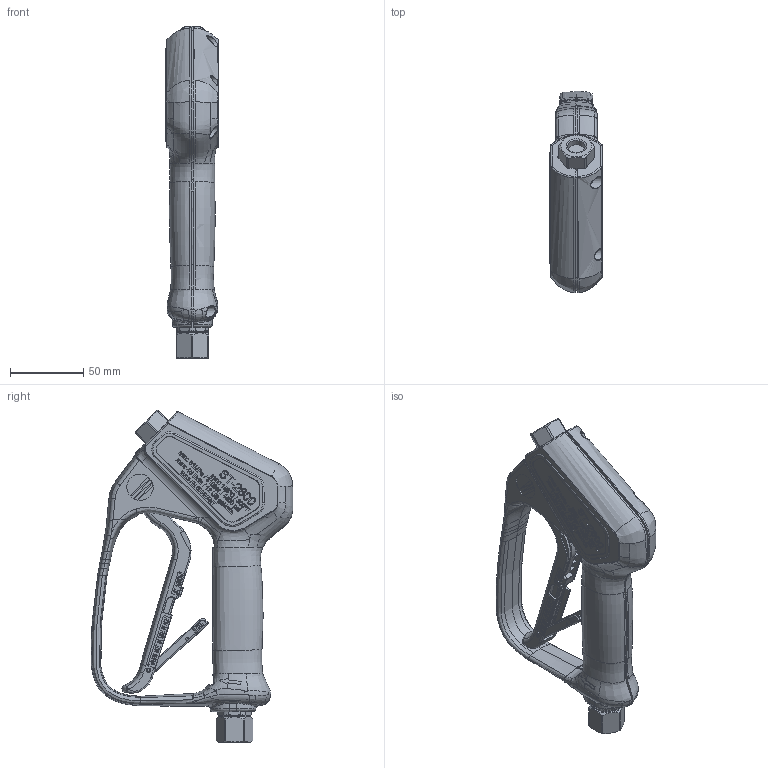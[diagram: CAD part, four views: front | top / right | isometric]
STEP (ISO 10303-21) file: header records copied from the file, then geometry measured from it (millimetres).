
FILE_DESCRIPTION(/* description */ ('Unknown'),/* implementation_level */ '2;1');
FILE_NAME(/* name */ '202600550_Pistole_ST-2600_Swivel_31_07_2023',/* time_stamp */ '2023-07-31T11:18:24+02:00',/* author */ ('Unknown'),/* organization */ ('Unknown'),/* preprocessor_version */ 'ST-DEVELOPER v18.104',/* originating_system */ 'Solid Edge',/* authorisation */ 'Unknown');
FILE_SCHEMA (('AUTOMOTIVE_DESIGN {1 0 10303 214 3 1 1}'));
Products named in the file (1): Pistole 202600550 vereinfacht
Bounding box: 35.64 x 137.67 x 226.36 mm (x, y, z)
Volume: 186421 mm3; surface area: 119305.1 mm2
Topology: 5 solids, 5 shells, 5347 faces, 14333 edges, 9342 vertices
Faces by surface type: plane 2840, cylinder 1149, bspline 1109, torus 106, cone 101, sphere 42
Full cylindrical faces by diameter (mm): 2 x1, 3 x5, 3.1 x2, 3.5 x5, 4 x1, 4.1 x2, 6 x1, 6.163 x2, 6.9 x8, 10 x1, 11.82 x1, 11.928 x4, 15.33 x1, 18 x2
Entity records: 261554 total; most frequent: CARTESIAN_POINT 139289, ORIENTED_EDGE 28198, DIRECTION 19858, EDGE_CURVE 14099, VERTEX_POINT 9298, AXIS2_PLACEMENT_3D 6921, LINE 6016, VECTOR 6016
